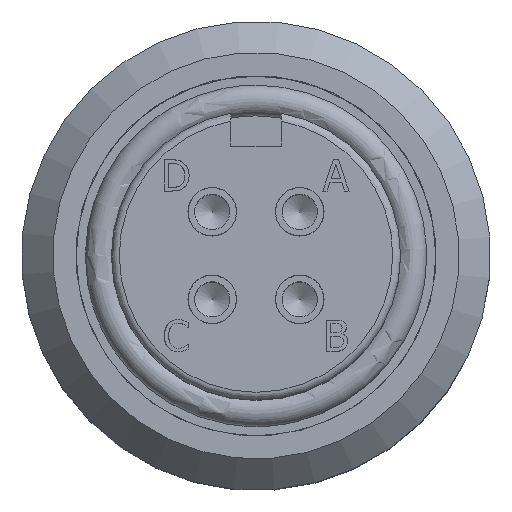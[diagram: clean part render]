
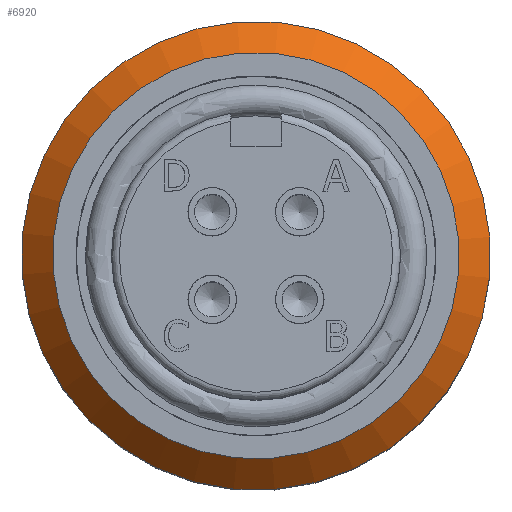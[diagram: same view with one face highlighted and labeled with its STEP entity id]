
A CAD part, top view. The second image highlights one B-rep face of the part: STEP entity #6920.
In plain terms, the highlighted conical face has half-angle 45 degrees and reference radius 7.112 mm.
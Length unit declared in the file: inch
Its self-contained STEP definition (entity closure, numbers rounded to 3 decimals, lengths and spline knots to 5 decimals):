
#82=CONICAL_SURFACE('',#7879,0.28,45.);
#712=FACE_BOUND('',#2830,.T.);
#1199=CIRCLE('',#7876,0.3);
#1201=CIRCLE('',#7880,0.26);
#2130=FACE_OUTER_BOUND('',#2829,.T.);
#2829=EDGE_LOOP('',(#5906));
#2830=EDGE_LOOP('',(#5907));
#3415=VERTEX_POINT('',#12406);
#3417=VERTEX_POINT('',#12412);
#4201=EDGE_CURVE('',#3415,#3415,#1199,.T.);
#4203=EDGE_CURVE('',#3417,#3417,#1201,.T.);
#5906=ORIENTED_EDGE('',*,*,#4203,.T.);
#5907=ORIENTED_EDGE('',*,*,#4201,.T.);
#6920=ADVANCED_FACE('',(#2130,#712),#82,.T.);
#7876=AXIS2_PLACEMENT_3D('',#12407,#9989,#9990);
#7879=AXIS2_PLACEMENT_3D('',#12411,#9995,#9996);
#7880=AXIS2_PLACEMENT_3D('',#12413,#9997,#9998);
#9989=DIRECTION('center_axis',(0.,0.,
1.));
#9990=DIRECTION('ref_axis',(-0.568,0.823,0.));
#9995=DIRECTION('center_axis',(0.,0.,
-1.));
#9996=DIRECTION('ref_axis',(-0.568,0.823,0.));
#9997=DIRECTION('center_axis',(0.,0.,
-1.));
#9998=DIRECTION('ref_axis',(-0.568,0.823,0.));
#12406=CARTESIAN_POINT('',(0.17025,-0.24701,-0.111));
#12407=CARTESIAN_POINT('Origin',(0.,0.,
-0.111));
#12411=CARTESIAN_POINT('Origin',(0.,0.,
-0.091));
#12412=CARTESIAN_POINT('',(0.14755,-0.21408,-0.071));
#12413=CARTESIAN_POINT('Origin',(0.,0.,
-0.071));
